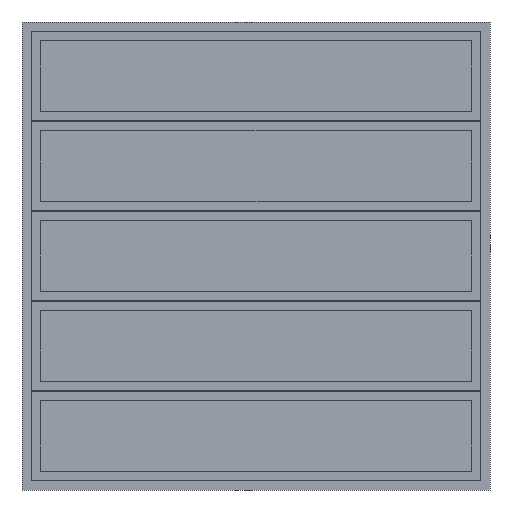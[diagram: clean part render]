
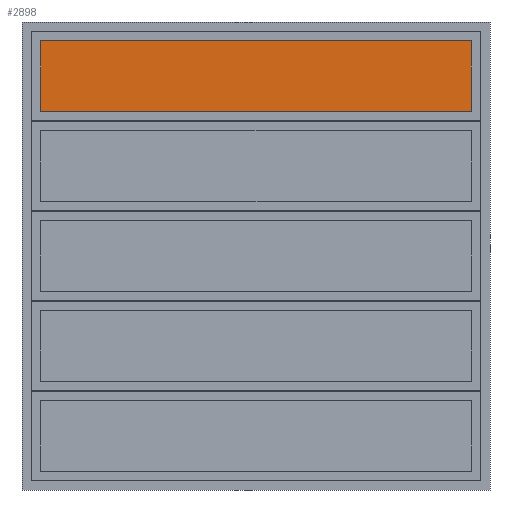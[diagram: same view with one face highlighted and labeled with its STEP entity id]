
A CAD part, front view. The second image highlights one B-rep face of the part: STEP entity #2898.
In plain terms, the highlighted planar face has unit normal (0, -1, 0).
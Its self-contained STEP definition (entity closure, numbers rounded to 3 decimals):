
#2589 = VERTEX_POINT('',#2590);
#2590 = CARTESIAN_POINT('',(40.,8.,960.));
#2599 = PLANE('',#2600);
#2600 = AXIS2_PLACEMENT_3D('',#2601,#2602,#2603);
#2601 = CARTESIAN_POINT('',(40.,8.,960.));
#2602 = DIRECTION('',(0.,0.,-1.));
#2603 = DIRECTION('',(1.,0.,0.));
#2611 = PLANE('',#2612);
#2612 = AXIS2_PLACEMENT_3D('',#2613,#2614,#2615);
#2613 = CARTESIAN_POINT('',(40.,8.,808.8));
#2614 = DIRECTION('',(1.,0.,0.));
#2615 = DIRECTION('',(0.,0.,1.));
#2652 = VERTEX_POINT('',#2653);
#2653 = CARTESIAN_POINT('',(960.,8.,960.));
#2667 = PLANE('',#2668);
#2668 = AXIS2_PLACEMENT_3D('',#2669,#2670,#2671);
#2669 = CARTESIAN_POINT('',(960.,8.,960.));
#2670 = DIRECTION('',(-1.,0.,0.));
#2671 = DIRECTION('',(0.,0.,-1.));
#2679 = EDGE_CURVE('',#2589,#2652,#2680,.T.);
#2680 = SURFACE_CURVE('',#2681,(#2685,#2692),.PCURVE_S1.);
#2681 = LINE('',#2682,#2683);
#2682 = CARTESIAN_POINT('',(40.,8.,960.));
#2683 = VECTOR('',#2684,1.);
#2684 = DIRECTION('',(1.,0.,0.));
#2685 = PCURVE('',#2599,#2686);
#2686 = DEFINITIONAL_REPRESENTATION('',(#2687),#2691);
#2687 = LINE('',#2688,#2689);
#2688 = CARTESIAN_POINT('',(0.,0.));
#2689 = VECTOR('',#2690,1.);
#2690 = DIRECTION('',(1.,0.));
#2691 = ( GEOMETRIC_REPRESENTATION_CONTEXT(2) 
PARAMETRIC_REPRESENTATION_CONTEXT() REPRESENTATION_CONTEXT('2D SPACE',''
  ) );
#2692 = PCURVE('',#2693,#2698);
#2693 = PLANE('',#2694);
#2694 = AXIS2_PLACEMENT_3D('',#2695,#2696,#2697);
#2695 = CARTESIAN_POINT('',(40.,8.,960.));
#2696 = DIRECTION('',(0.,-1.,0.));
#2697 = DIRECTION('',(0.,0.,-1.));
#2698 = DEFINITIONAL_REPRESENTATION('',(#2699),#2703);
#2699 = LINE('',#2700,#2701);
#2700 = CARTESIAN_POINT('',(0.,0.));
#2701 = VECTOR('',#2702,1.);
#2702 = DIRECTION('',(0.,1.));
#2703 = ( GEOMETRIC_REPRESENTATION_CONTEXT(2) 
PARAMETRIC_REPRESENTATION_CONTEXT() REPRESENTATION_CONTEXT('2D SPACE',''
  ) );
#2733 = VERTEX_POINT('',#2734);
#2734 = CARTESIAN_POINT('',(960.,8.,808.8));
#2748 = PLANE('',#2749);
#2749 = AXIS2_PLACEMENT_3D('',#2750,#2751,#2752);
#2750 = CARTESIAN_POINT('',(960.,8.,808.8));
#2751 = DIRECTION('',(0.,0.,1.));
#2752 = DIRECTION('',(-1.,0.,0.));
#2760 = EDGE_CURVE('',#2652,#2733,#2761,.T.);
#2761 = SURFACE_CURVE('',#2762,(#2766,#2773),.PCURVE_S1.);
#2762 = LINE('',#2763,#2764);
#2763 = CARTESIAN_POINT('',(960.,8.,960.));
#2764 = VECTOR('',#2765,1.);
#2765 = DIRECTION('',(0.,0.,-1.));
#2766 = PCURVE('',#2667,#2767);
#2767 = DEFINITIONAL_REPRESENTATION('',(#2768),#2772);
#2768 = LINE('',#2769,#2770);
#2769 = CARTESIAN_POINT('',(0.,0.));
#2770 = VECTOR('',#2771,1.);
#2771 = DIRECTION('',(1.,0.));
#2772 = ( GEOMETRIC_REPRESENTATION_CONTEXT(2) 
PARAMETRIC_REPRESENTATION_CONTEXT() REPRESENTATION_CONTEXT('2D SPACE',''
  ) );
#2773 = PCURVE('',#2693,#2774);
#2774 = DEFINITIONAL_REPRESENTATION('',(#2775),#2779);
#2775 = LINE('',#2776,#2777);
#2776 = CARTESIAN_POINT('',(0.,920.));
#2777 = VECTOR('',#2778,1.);
#2778 = DIRECTION('',(1.,0.));
#2779 = ( GEOMETRIC_REPRESENTATION_CONTEXT(2) 
PARAMETRIC_REPRESENTATION_CONTEXT() REPRESENTATION_CONTEXT('2D SPACE',''
  ) );
#2809 = VERTEX_POINT('',#2810);
#2810 = CARTESIAN_POINT('',(40.,8.,808.8));
#2831 = EDGE_CURVE('',#2733,#2809,#2832,.T.);
#2832 = SURFACE_CURVE('',#2833,(#2837,#2844),.PCURVE_S1.);
#2833 = LINE('',#2834,#2835);
#2834 = CARTESIAN_POINT('',(960.,8.,808.8));
#2835 = VECTOR('',#2836,1.);
#2836 = DIRECTION('',(-1.,0.,0.));
#2837 = PCURVE('',#2748,#2838);
#2838 = DEFINITIONAL_REPRESENTATION('',(#2839),#2843);
#2839 = LINE('',#2840,#2841);
#2840 = CARTESIAN_POINT('',(0.,0.));
#2841 = VECTOR('',#2842,1.);
#2842 = DIRECTION('',(1.,0.));
#2843 = ( GEOMETRIC_REPRESENTATION_CONTEXT(2) 
PARAMETRIC_REPRESENTATION_CONTEXT() REPRESENTATION_CONTEXT('2D SPACE',''
  ) );
#2844 = PCURVE('',#2693,#2845);
#2845 = DEFINITIONAL_REPRESENTATION('',(#2846),#2850);
#2846 = LINE('',#2847,#2848);
#2847 = CARTESIAN_POINT('',(151.2,920.));
#2848 = VECTOR('',#2849,1.);
#2849 = DIRECTION('',(0.,-1.));
#2850 = ( GEOMETRIC_REPRESENTATION_CONTEXT(2) 
PARAMETRIC_REPRESENTATION_CONTEXT() REPRESENTATION_CONTEXT('2D SPACE',''
  ) );
#2878 = EDGE_CURVE('',#2809,#2589,#2879,.T.);
#2879 = SURFACE_CURVE('',#2880,(#2884,#2891),.PCURVE_S1.);
#2880 = LINE('',#2881,#2882);
#2881 = CARTESIAN_POINT('',(40.,8.,808.8));
#2882 = VECTOR('',#2883,1.);
#2883 = DIRECTION('',(0.,0.,1.));
#2884 = PCURVE('',#2611,#2885);
#2885 = DEFINITIONAL_REPRESENTATION('',(#2886),#2890);
#2886 = LINE('',#2887,#2888);
#2887 = CARTESIAN_POINT('',(0.,0.));
#2888 = VECTOR('',#2889,1.);
#2889 = DIRECTION('',(1.,0.));
#2890 = ( GEOMETRIC_REPRESENTATION_CONTEXT(2) 
PARAMETRIC_REPRESENTATION_CONTEXT() REPRESENTATION_CONTEXT('2D SPACE',''
  ) );
#2891 = PCURVE('',#2693,#2892);
#2892 = DEFINITIONAL_REPRESENTATION('',(#2893),#2897);
#2893 = LINE('',#2894,#2895);
#2894 = CARTESIAN_POINT('',(151.2,0.));
#2895 = VECTOR('',#2896,1.);
#2896 = DIRECTION('',(-1.,0.));
#2897 = ( GEOMETRIC_REPRESENTATION_CONTEXT(2) 
PARAMETRIC_REPRESENTATION_CONTEXT() REPRESENTATION_CONTEXT('2D SPACE',''
  ) );
#2898 = ADVANCED_FACE('',(#2899),#2693,.T.);
#2899 = FACE_BOUND('',#2900,.F.);
#2900 = EDGE_LOOP('',(#2901,#2902,#2903,#2904));
#2901 = ORIENTED_EDGE('',*,*,#2679,.T.);
#2902 = ORIENTED_EDGE('',*,*,#2760,.T.);
#2903 = ORIENTED_EDGE('',*,*,#2831,.T.);
#2904 = ORIENTED_EDGE('',*,*,#2878,.T.);
